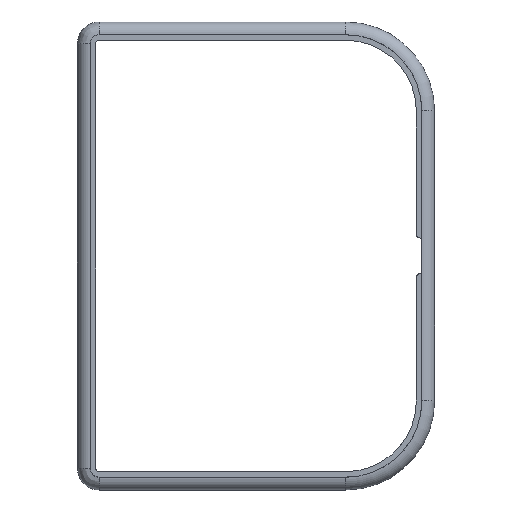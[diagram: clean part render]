
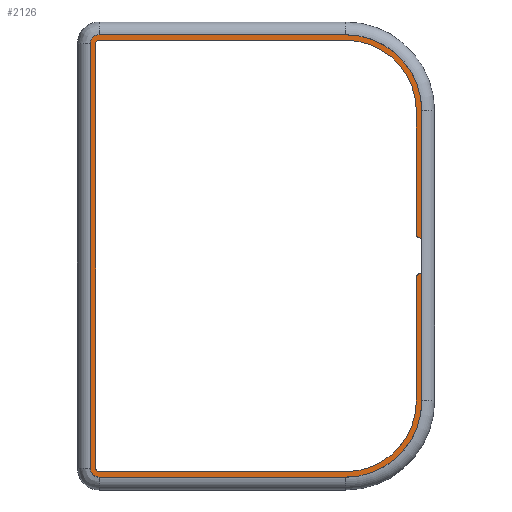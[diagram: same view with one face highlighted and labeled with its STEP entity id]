
A CAD part, top view. The second image highlights one B-rep face of the part: STEP entity #2126.
In plain terms, the highlighted planar face has unit normal (0, 0, 1).
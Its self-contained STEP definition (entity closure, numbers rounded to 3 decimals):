
#38=PLANE('',#2323);
#101=FACE_OUTER_BOUND('',#229,.T.);
#229=EDGE_LOOP('',(#1558,#1559,#1560,#1561,#1562,#1563,#1564,#1565,#1566,
#1567,#1568,#1569,#1570,#1571,#1572,#1573,#1574,#1575,#1576,#1577,#1578,
#1579));
#342=LINE('',#3196,#548);
#351=LINE('',#3218,#557);
#398=LINE('',#3416,#604);
#401=LINE('',#3421,#607);
#402=LINE('',#3424,#608);
#406=LINE('',#3431,#612);
#407=LINE('',#3436,#613);
#408=LINE('',#3440,#614);
#409=LINE('',#3444,#615);
#410=LINE('',#3449,#616);
#411=LINE('',#3453,#617);
#412=LINE('',#3457,#618);
#548=VECTOR('',#2508,10.);
#557=VECTOR('',#2527,10.);
#604=VECTOR('',#2688,10.);
#607=VECTOR('',#2693,10.);
#608=VECTOR('',#2696,10.);
#612=VECTOR('',#2700,10.);
#613=VECTOR('',#2705,10.);
#614=VECTOR('',#2708,10.);
#615=VECTOR('',#2711,10.);
#616=VECTOR('',#2716,10.);
#617=VECTOR('',#2719,10.);
#618=VECTOR('',#2722,10.);
#755=CIRCLE('',#2267,1.052);
#805=CIRCLE('',#2319,1.052);
#806=CIRCLE('',#2324,19.648);
#807=CIRCLE('',#2325,0.948);
#808=CIRCLE('',#2326,0.948);
#809=CIRCLE('',#2327,19.648);
#810=CIRCLE('',#2328,21.165);
#811=CIRCLE('',#2329,2.465);
#812=CIRCLE('',#2330,2.465);
#813=CIRCLE('',#2331,21.165);
#875=VERTEX_POINT('',#3193);
#876=VERTEX_POINT('',#3195);
#883=VERTEX_POINT('',#3215);
#884=VERTEX_POINT('',#3217);
#887=VERTEX_POINT('',#3227);
#977=VERTEX_POINT('',#3411);
#978=VERTEX_POINT('',#3415);
#979=VERTEX_POINT('',#3419);
#980=VERTEX_POINT('',#3423);
#983=VERTEX_POINT('',#3429);
#984=VERTEX_POINT('',#3433);
#985=VERTEX_POINT('',#3435);
#986=VERTEX_POINT('',#3437);
#987=VERTEX_POINT('',#3439);
#988=VERTEX_POINT('',#3441);
#989=VERTEX_POINT('',#3443);
#990=VERTEX_POINT('',#3446);
#991=VERTEX_POINT('',#3448);
#992=VERTEX_POINT('',#3450);
#993=VERTEX_POINT('',#3452);
#994=VERTEX_POINT('',#3454);
#995=VERTEX_POINT('',#3456);
#1088=EDGE_CURVE('',#876,#875,#342,.T.);
#1099=EDGE_CURVE('',#884,#883,#351,.T.);
#1105=EDGE_CURVE('',#887,#875,#755,.T.);
#1196=EDGE_CURVE('',#884,#977,#805,.T.);
#1198=EDGE_CURVE('',#977,#978,#398,.F.);
#1201=EDGE_CURVE('',#979,#887,#401,.F.);
#1202=EDGE_CURVE('',#876,#980,#402,.T.);
#1206=EDGE_CURVE('',#983,#883,#406,.T.);
#1207=EDGE_CURVE('',#984,#979,#806,.F.);
#1208=EDGE_CURVE('',#985,#984,#407,.F.);
#1209=EDGE_CURVE('',#986,#985,#807,.F.);
#1210=EDGE_CURVE('',#987,#986,#408,.F.);
#1211=EDGE_CURVE('',#988,#987,#808,.F.);
#1212=EDGE_CURVE('',#989,#988,#409,.F.);
#1213=EDGE_CURVE('',#978,#989,#809,.F.);
#1214=EDGE_CURVE('',#990,#983,#810,.T.);
#1215=EDGE_CURVE('',#991,#990,#410,.T.);
#1216=EDGE_CURVE('',#992,#991,#811,.T.);
#1217=EDGE_CURVE('',#993,#992,#411,.T.);
#1218=EDGE_CURVE('',#994,#993,#812,.T.);
#1219=EDGE_CURVE('',#995,#994,#412,.T.);
#1220=EDGE_CURVE('',#980,#995,#813,.T.);
#1558=ORIENTED_EDGE('',*,*,#1105,.F.);
#1559=ORIENTED_EDGE('',*,*,#1201,.F.);
#1560=ORIENTED_EDGE('',*,*,#1207,.F.);
#1561=ORIENTED_EDGE('',*,*,#1208,.F.);
#1562=ORIENTED_EDGE('',*,*,#1209,.F.);
#1563=ORIENTED_EDGE('',*,*,#1210,.F.);
#1564=ORIENTED_EDGE('',*,*,#1211,.F.);
#1565=ORIENTED_EDGE('',*,*,#1212,.F.);
#1566=ORIENTED_EDGE('',*,*,#1213,.F.);
#1567=ORIENTED_EDGE('',*,*,#1198,.F.);
#1568=ORIENTED_EDGE('',*,*,#1196,.F.);
#1569=ORIENTED_EDGE('',*,*,#1099,.T.);
#1570=ORIENTED_EDGE('',*,*,#1206,.F.);
#1571=ORIENTED_EDGE('',*,*,#1214,.F.);
#1572=ORIENTED_EDGE('',*,*,#1215,.F.);
#1573=ORIENTED_EDGE('',*,*,#1216,.F.);
#1574=ORIENTED_EDGE('',*,*,#1217,.F.);
#1575=ORIENTED_EDGE('',*,*,#1218,.F.);
#1576=ORIENTED_EDGE('',*,*,#1219,.F.);
#1577=ORIENTED_EDGE('',*,*,#1220,.F.);
#1578=ORIENTED_EDGE('',*,*,#1202,.F.);
#1579=ORIENTED_EDGE('',*,*,#1088,.T.);
#2126=ADVANCED_FACE('',(#101),#38,.T.);
#2267=AXIS2_PLACEMENT_3D('',#3229,#2538,#2539);
#2319=AXIS2_PLACEMENT_3D('',#3412,#2683,#2684);
#2323=AXIS2_PLACEMENT_3D('',#3432,#2701,#2702);
#2324=AXIS2_PLACEMENT_3D('',#3434,#2703,#2704);
#2325=AXIS2_PLACEMENT_3D('',#3438,#2706,#2707);
#2326=AXIS2_PLACEMENT_3D('',#3442,#2709,#2710);
#2327=AXIS2_PLACEMENT_3D('',#3445,#2712,#2713);
#2328=AXIS2_PLACEMENT_3D('',#3447,#2714,#2715);
#2329=AXIS2_PLACEMENT_3D('',#3451,#2717,#2718);
#2330=AXIS2_PLACEMENT_3D('',#3455,#2720,#2721);
#2331=AXIS2_PLACEMENT_3D('',#3458,#2723,#2724);
#2508=DIRECTION('',(-1.,0.,0.));
#2527=DIRECTION('',(1.,0.,0.));
#2538=DIRECTION('center_axis',(0.,0.,
-1.));
#2539=DIRECTION('ref_axis',(-0.707,0.707,0.));
#2683=DIRECTION('center_axis',(0.,0.,
-1.));
#2684=DIRECTION('ref_axis',(-0.707,-0.707,0.));
#2688=DIRECTION('',(0.,-1.,0.));
#2693=DIRECTION('',(0.,-1.,0.));
#2696=DIRECTION('',(0.,-1.,0.));
#2700=DIRECTION('',(0.,-1.,0.));
#2701=DIRECTION('center_axis',(0.,0.,
1.));
#2702=DIRECTION('ref_axis',(1.,0.,0.));
#2703=DIRECTION('center_axis',(0.,0.,
-1.));
#2704=DIRECTION('ref_axis',(0.,1.,0.));
#2705=DIRECTION('',(-1.,0.,0.));
#2706=DIRECTION('center_axis',(0.,0.,
-1.));
#2707=DIRECTION('ref_axis',(1.,0.,0.));
#2708=DIRECTION('',(0.,1.,0.));
#2709=DIRECTION('center_axis',(0.,0.,
-1.));
#2710=DIRECTION('ref_axis',(0.,-1.,0.));
#2711=DIRECTION('',(1.,0.,0.));
#2712=DIRECTION('center_axis',(0.,0.,
-1.));
#2713=DIRECTION('ref_axis',(-1.,0.,0.));
#2714=DIRECTION('center_axis',(0.,0.,
-1.));
#2715=DIRECTION('ref_axis',(0.707,0.707,0.));
#2716=DIRECTION('',(1.,0.,0.));
#2717=DIRECTION('center_axis',(0.,0.,
-1.));
#2718=DIRECTION('ref_axis',(-0.707,0.707,0.));
#2719=DIRECTION('',(0.,1.,0.));
#2720=DIRECTION('center_axis',(0.,0.,
-1.));
#2721=DIRECTION('ref_axis',(-0.707,-0.707,0.));
#2722=DIRECTION('',(-1.,0.,0.));
#2723=DIRECTION('center_axis',(0.,0.,
-1.));
#2724=DIRECTION('ref_axis',(0.707,-0.707,0.));
#3193=CARTESIAN_POINT('',(49.904,-4.911,3.));
#3195=CARTESIAN_POINT('',(50.369,-4.911,3.));
#3196=CARTESIAN_POINT('',(24.669,-4.911,3.));
#3215=CARTESIAN_POINT('',(50.369,4.984,3.));
#3217=CARTESIAN_POINT('',(49.904,4.984,3.));
#3218=CARTESIAN_POINT('',(26.269,4.984,3.));
#3227=CARTESIAN_POINT('',(48.851,-5.964,3.));
#3229=CARTESIAN_POINT('Origin',(49.904,-5.964,3.));
#3411=CARTESIAN_POINT('',(48.851,6.036,3.));
#3412=CARTESIAN_POINT('Origin',(49.904,6.036,3.));
#3415=CARTESIAN_POINT('',(48.851,40.3,3.));
#3416=CARTESIAN_POINT('',(48.851,-20.15,3.));
#3419=CARTESIAN_POINT('',(48.851,-40.3,3.));
#3421=CARTESIAN_POINT('',(48.851,-20.15,3.));
#3423=CARTESIAN_POINT('',(50.369,-40.3,3.));
#3424=CARTESIAN_POINT('',(50.369,20.15,3.));
#3429=CARTESIAN_POINT('',(50.369,40.3,3.));
#3431=CARTESIAN_POINT('',(50.369,20.15,3.));
#3432=CARTESIAN_POINT('Origin',(0.853,0.,
3.));
#3433=CARTESIAN_POINT('',(29.204,-59.948,3.));
#3434=CARTESIAN_POINT('Origin',(29.204,-40.3,3.));
#3435=CARTESIAN_POINT('',(-39.284,-59.948,3.));
#3436=CARTESIAN_POINT('',(-19.216,-59.948,3.));
#3437=CARTESIAN_POINT('',(-40.232,-59.,3.));
#3438=CARTESIAN_POINT('Origin',(-39.284,-59.,3.));
#3439=CARTESIAN_POINT('',(-40.232,59.,3.));
#3440=CARTESIAN_POINT('',(-40.232,29.5,3.));
#3441=CARTESIAN_POINT('',(-39.284,59.948,3.));
#3442=CARTESIAN_POINT('Origin',(-39.284,59.,3.));
#3443=CARTESIAN_POINT('',(29.204,59.948,3.));
#3444=CARTESIAN_POINT('',(15.028,59.948,3.));
#3445=CARTESIAN_POINT('Origin',(29.204,40.3,3.));
#3446=CARTESIAN_POINT('',(29.204,61.465,3.));
#3447=CARTESIAN_POINT('Origin',(29.204,40.3,3.));
#3448=CARTESIAN_POINT('',(-39.284,61.465,3.));
#3449=CARTESIAN_POINT('',(-19.216,61.465,3.));
#3450=CARTESIAN_POINT('',(-41.749,59.,3.));
#3451=CARTESIAN_POINT('Origin',(-39.284,59.,3.));
#3452=CARTESIAN_POINT('',(-41.749,-59.,3.));
#3453=CARTESIAN_POINT('',(-41.749,-29.5,3.));
#3454=CARTESIAN_POINT('',(-39.284,-61.465,3.));
#3455=CARTESIAN_POINT('Origin',(-39.284,-59.,3.));
#3456=CARTESIAN_POINT('',(29.204,-61.465,3.));
#3457=CARTESIAN_POINT('',(15.028,-61.465,3.));
#3458=CARTESIAN_POINT('Origin',(29.204,-40.3,3.));
